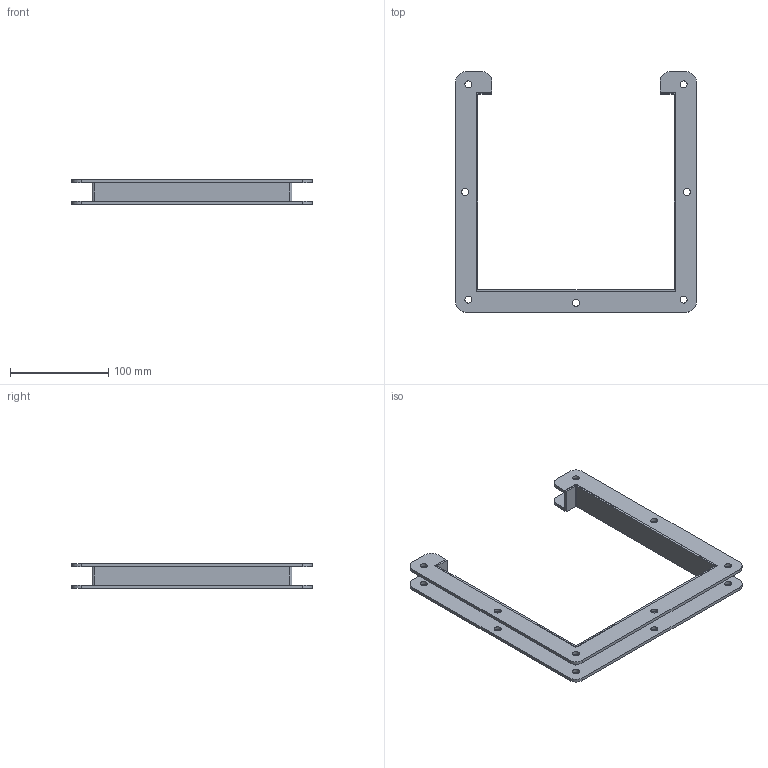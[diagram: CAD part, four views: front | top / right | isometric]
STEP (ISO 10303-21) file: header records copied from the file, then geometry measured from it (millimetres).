
FILE_DESCRIPTION(/* description */ ('LJWN, BKP,CS, 8X8X1'),/* implementation_level */ '2;1');
FILE_NAME(/* name */ 'LJWN881.stp',/* time_stamp */ '2017-11-14T13:12:57+06:00',/* author */ ('vdas'),/* organization */ (''),/* preprocessor_version */ 'ST-DEVELOPER v16.1',/* originating_system */ 'Autodesk Inventor 2016',/* authorisation */ '');
FILE_SCHEMA (('AUTOMOTIVE_DESIGN { 1 0 10303 214 3 1 1 }'));
Length unit declared in the file: inch
Products named in the file (3): LJWN881BKP; LJW8RINGP; LJWN881
Assembly tree (3 placements, depth 2):
  LJWN881
    LJWN881BKP
    LJW8RINGP  x2
Bounding box: 244.47 x 244.47 x 25.4 mm (x, y, z)
Volume: 122460.5 mm3; surface area: 102980.3 mm2
Topology: 3 solids, 3 shells, 92 faces, 226 edges, 140 vertices
Faces by surface type: plane 58, cylinder 34
Full cylindrical faces by diameter (mm): 7.144 x14
Entity records: 1944 total; most frequent: DIRECTION 328, CARTESIAN_POINT 305, ORIENTED_EDGE 288, EDGE_CURVE 144, AXIS2_PLACEMENT_3D 113, LINE 102, VECTOR 102, VERTEX_POINT 90
